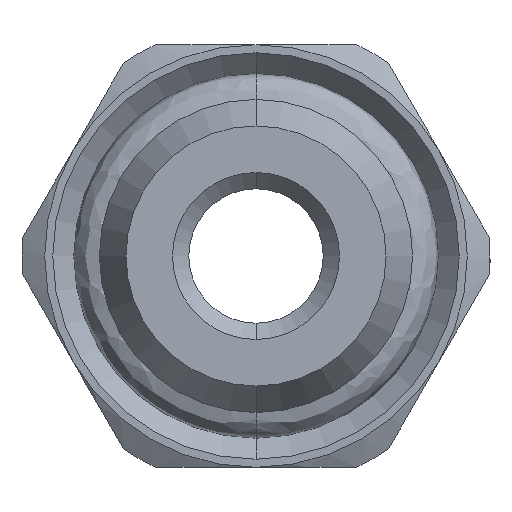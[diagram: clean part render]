
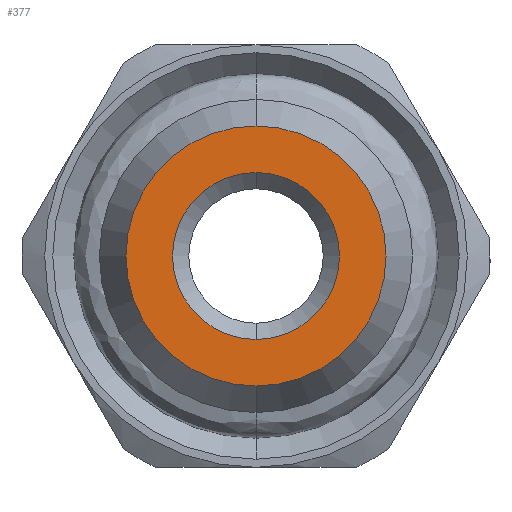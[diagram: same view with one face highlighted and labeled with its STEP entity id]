
A CAD part, front view. The second image highlights one B-rep face of the part: STEP entity #377.
In plain terms, the highlighted planar face has unit normal (0, -1, 0).
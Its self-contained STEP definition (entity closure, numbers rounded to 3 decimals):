
#25 = EDGE_LOOP ( 'NONE', ( #894, #455 ) ) ;
#78 = EDGE_LOOP ( 'NONE', ( #1596, #1696 ) ) ;
#112 = CARTESIAN_POINT ( 'NONE',  ( 0., 0., 2.567 ) ) ;
#131 = VERTEX_POINT ( 'NONE', #790 ) ;
#138 = CARTESIAN_POINT ( 'NONE',  ( 0., 0., -2.567 ) ) ;
#252 = PLANE ( 'NONE',  #1143 ) ;
#338 = AXIS2_PLACEMENT_3D ( 'NONE', #662, #659, #653 ) ;
#361 = EDGE_CURVE ( 'NONE', #131, #1350, #1346, .T. ) ;
#377 = ADVANCED_FACE ( 'NONE', ( #1204, #1186 ), #252, .T. ) ;
#455 = ORIENTED_EDGE ( 'NONE', *, *, #361, .T. ) ;
#457 = EDGE_CURVE ( 'NONE', #1071, #1060, #1117, .T. ) ;
#504 = DIRECTION ( 'NONE',  ( 0., 0., 1. ) ) ;
#557 = CARTESIAN_POINT ( 'NONE',  ( 0., 0., 4. ) ) ;
#582 = CIRCLE ( 'NONE', #338, 4. ) ;
#623 = DIRECTION ( 'NONE',  ( 0., -1., 0. ) ) ;
#653 = DIRECTION ( 'NONE',  ( 0., 0., 1. ) ) ;
#659 = DIRECTION ( 'NONE',  ( 0., -1., 0. ) ) ;
#662 = CARTESIAN_POINT ( 'NONE',  ( 0., 0., 0. ) ) ;
#674 = CARTESIAN_POINT ( 'NONE',  ( 0., 0., 0. ) ) ;
#790 = CARTESIAN_POINT ( 'NONE',  ( 0., 0., -4. ) ) ;
#799 = CARTESIAN_POINT ( 'NONE',  ( 0., 0., 0. ) ) ;
#804 = DIRECTION ( 'NONE',  ( 0., -1., 0. ) ) ;
#806 = DIRECTION ( 'NONE',  ( 0., 1., 0. ) ) ;
#813 = DIRECTION ( 'NONE',  ( 0., 0., -1. ) ) ;
#820 = DIRECTION ( 'NONE',  ( 0., 0., -1. ) ) ;
#851 = EDGE_CURVE ( 'NONE', #1350, #131, #582, .T. ) ;
#894 = ORIENTED_EDGE ( 'NONE', *, *, #851, .T. ) ;
#1025 = AXIS2_PLACEMENT_3D ( 'NONE', #1779, #1788, #1794 ) ;
#1060 = VERTEX_POINT ( 'NONE', #112 ) ;
#1071 = VERTEX_POINT ( 'NONE', #138 ) ;
#1117 = CIRCLE ( 'NONE', #1025, 2.567 ) ;
#1143 = AXIS2_PLACEMENT_3D ( 'NONE', #1793, #804, #813 ) ;
#1179 = AXIS2_PLACEMENT_3D ( 'NONE', #674, #623, #504 ) ;
#1182 = AXIS2_PLACEMENT_3D ( 'NONE', #799, #806, #820 ) ;
#1186 = FACE_BOUND ( 'NONE', #78, .T. ) ;
#1202 = CIRCLE ( 'NONE', #1182, 2.567 ) ;
#1204 = FACE_OUTER_BOUND ( 'NONE', #25, .T. ) ;
#1346 = CIRCLE ( 'NONE', #1179, 4. ) ;
#1350 = VERTEX_POINT ( 'NONE', #557 ) ;
#1596 = ORIENTED_EDGE ( 'NONE', *, *, #457, .T. ) ;
#1696 = ORIENTED_EDGE ( 'NONE', *, *, #1803, .T. ) ;
#1779 = CARTESIAN_POINT ( 'NONE',  ( 0., 0., 0. ) ) ;
#1788 = DIRECTION ( 'NONE',  ( 0., 1., 0. ) ) ;
#1793 = CARTESIAN_POINT ( 'NONE',  ( 0., 0., 0. ) ) ;
#1794 = DIRECTION ( 'NONE',  ( 0., 0., -1. ) ) ;
#1803 = EDGE_CURVE ( 'NONE', #1060, #1071, #1202, .T. ) ;
